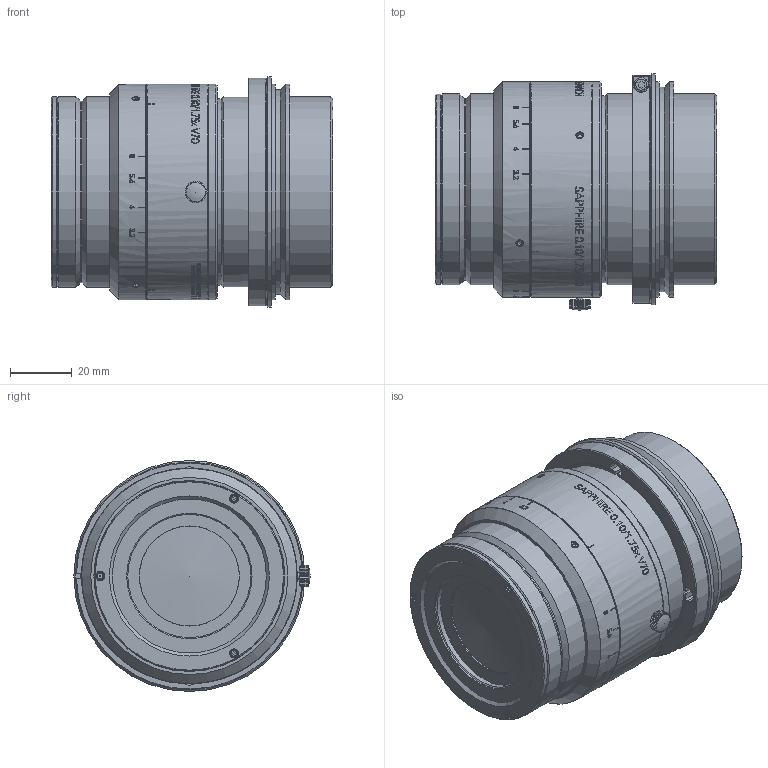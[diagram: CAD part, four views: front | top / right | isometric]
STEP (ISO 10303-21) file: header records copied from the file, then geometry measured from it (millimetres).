
FILE_DESCRIPTION(/* description */ (''),/* implementation_level */ '2;1');
FILE_NAME(/* name */ '1068014_00166112_002.stp',/* time_stamp */ '2022-08-30T16:12:59+02:00',/* author */ (''),/* organization */ (''),/* preprocessor_version */ 'ST-DEVELOPER v16',/* originating_system */ 'SIEMENS PLM Software NX 10.0',/* authorisation */ '');
FILE_SCHEMA (('AP203_CONFIGURATION_CONTROLLED_3D_DESIGN_OF_MECHANICAL_PARTS_AND_ASSEMBLIES_MIM_LF { 1 0 10303 403 2 1 2}'));
Length unit declared in the file: millimetre
Products named in the file (1): Guge8A741630f1lk
Bounding box: 91.5 x 76.72 x 75 mm (x, y, z)
Volume: 265367 mm3; surface area: 45740 mm2
Topology: 1 solids, 6 shells, 517 faces, 1753 edges, 1419 vertices
Faces by surface type: plane 231, cylinder 230, cone 49, torus 4, sphere 3
Full cylindrical faces by diameter (mm): 1.7 x3, 1.9 x3, 2 x1, 2.05 x4, 2.5 x1, 2.8 x1, 3 x3, 4.5 x1, 32.433 x1, 32.5 x1, 36 x1, 40 x1, 40.7 x1, 42 x1, 50 x2, 53.5 x1, 54.4 x1, 54.9 x1, 55.188 x1, 56.2 x1, 59 x1, 60.7 x1, 61.8 x1, 62 x4, 62.1 x1, 63.6 x1, 66.4 x1, 70 x7, 75 x1
Entity records: 21945 total; most frequent: CARTESIAN_POINT 8174, ORIENTED_EDGE 3204, DIRECTION 2014, EDGE_CURVE 1621, VERTEX_POINT 1379, B_SPLINE_CURVE_WITH_KNOTS 901, AXIS2_PLACEMENT_3D 814, EDGE_LOOP 813
